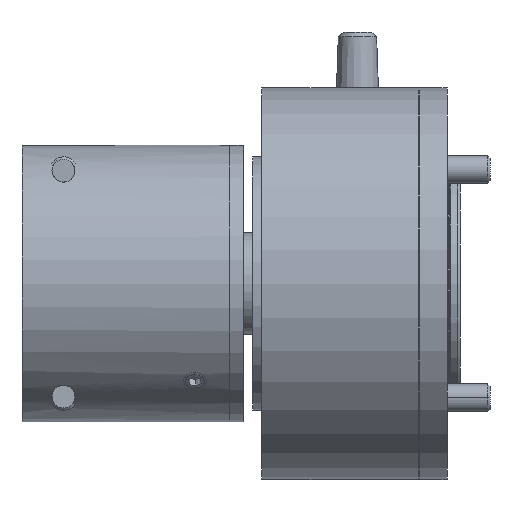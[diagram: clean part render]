
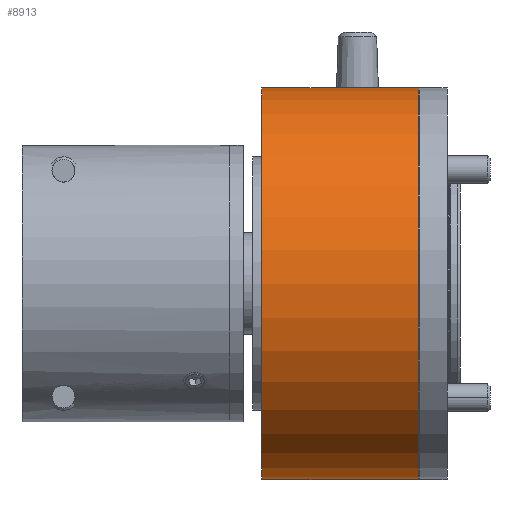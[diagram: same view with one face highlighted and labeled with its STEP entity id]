
A CAD part, front view. The second image highlights one B-rep face of the part: STEP entity #8913.
In plain terms, the highlighted cylindrical face has radius 42.5 mm (diameter 85 mm), a partial arc.
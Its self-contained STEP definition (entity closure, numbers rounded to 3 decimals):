
#122 = AXIS2_PLACEMENT_3D ( 'NONE', #15717, #3609, #15971 ) ;
#297 = VERTEX_POINT ( 'NONE', #774 ) ;
#735 = VECTOR ( 'NONE', #11815, 1000. ) ;
#774 = CARTESIAN_POINT ( 'NONE',  ( 36.8, 0., 42.5 ) ) ;
#1665 = LINE ( 'NONE', #18920, #11312 ) ;
#2189 = CIRCLE ( 'NONE', #15774, 42.5 ) ;
#3609 = DIRECTION ( 'NONE',  ( -1., 0., 0. ) ) ;
#5106 = EDGE_CURVE ( 'NONE', #7100, #297, #2189, .T. ) ;
#5969 = DIRECTION ( 'NONE',  ( -1., 0., 0. ) ) ;
#6040 = DIRECTION ( 'NONE',  ( 0., 0., 1. ) ) ;
#6304 = VERTEX_POINT ( 'NONE', #13385 ) ;
#6436 = ORIENTED_EDGE ( 'NONE', *, *, #15978, .T. ) ;
#7100 = VERTEX_POINT ( 'NONE', #18964 ) ;
#7707 = LINE ( 'NONE', #17844, #735 ) ;
#8913 = ADVANCED_FACE ( 'NONE', ( #15319 ), #17456, .T. ) ;
#9043 = CARTESIAN_POINT ( 'NONE',  ( -39.259, 0., 0. ) ) ;
#9185 = CARTESIAN_POINT ( 'NONE',  ( 36.8, 0., 0. ) ) ;
#9967 = ORIENTED_EDGE ( 'NONE', *, *, #15531, .F. ) ;
#11312 = VECTOR ( 'NONE', #19058, 1000. ) ;
#11609 = AXIS2_PLACEMENT_3D ( 'NONE', #9043, #16652, #12240 ) ;
#11815 = DIRECTION ( 'NONE',  ( -1., 0., 0. ) ) ;
#12240 = DIRECTION ( 'NONE',  ( 0., 0., 1. ) ) ;
#12573 = CARTESIAN_POINT ( 'NONE',  ( 2.8, 0., -42.5 ) ) ;
#13194 = ORIENTED_EDGE ( 'NONE', *, *, #16351, .F. ) ;
#13220 = EDGE_LOOP ( 'NONE', ( #13194, #13908, #6436, #9967 ) ) ;
#13385 = CARTESIAN_POINT ( 'NONE',  ( 2.8, 0., 42.5 ) ) ;
#13908 = ORIENTED_EDGE ( 'NONE', *, *, #5106, .T. ) ;
#15319 = FACE_OUTER_BOUND ( 'NONE', #13220, .T. ) ;
#15531 = EDGE_CURVE ( 'NONE', #17963, #6304, #19294, .T. ) ;
#15717 = CARTESIAN_POINT ( 'NONE',  ( 2.8, 0., 0. ) ) ;
#15774 = AXIS2_PLACEMENT_3D ( 'NONE', #9185, #5969, #6040 ) ;
#15971 = DIRECTION ( 'NONE',  ( 0., 0., 1. ) ) ;
#15978 = EDGE_CURVE ( 'NONE', #297, #6304, #7707, .T. ) ;
#16351 = EDGE_CURVE ( 'NONE', #7100, #17963, #1665, .T. ) ;
#16652 = DIRECTION ( 'NONE',  ( -1., 0., 0. ) ) ;
#17456 = CYLINDRICAL_SURFACE ( 'NONE', #11609, 42.5 ) ;
#17844 = CARTESIAN_POINT ( 'NONE',  ( -39.259, 0., 42.5 ) ) ;
#17963 = VERTEX_POINT ( 'NONE', #12573 ) ;
#18920 = CARTESIAN_POINT ( 'NONE',  ( -39.259, 0., -42.5 ) ) ;
#18964 = CARTESIAN_POINT ( 'NONE',  ( 36.8, 0., -42.5 ) ) ;
#19058 = DIRECTION ( 'NONE',  ( -1., 0., 0. ) ) ;
#19294 = CIRCLE ( 'NONE', #122, 42.5 ) ;
